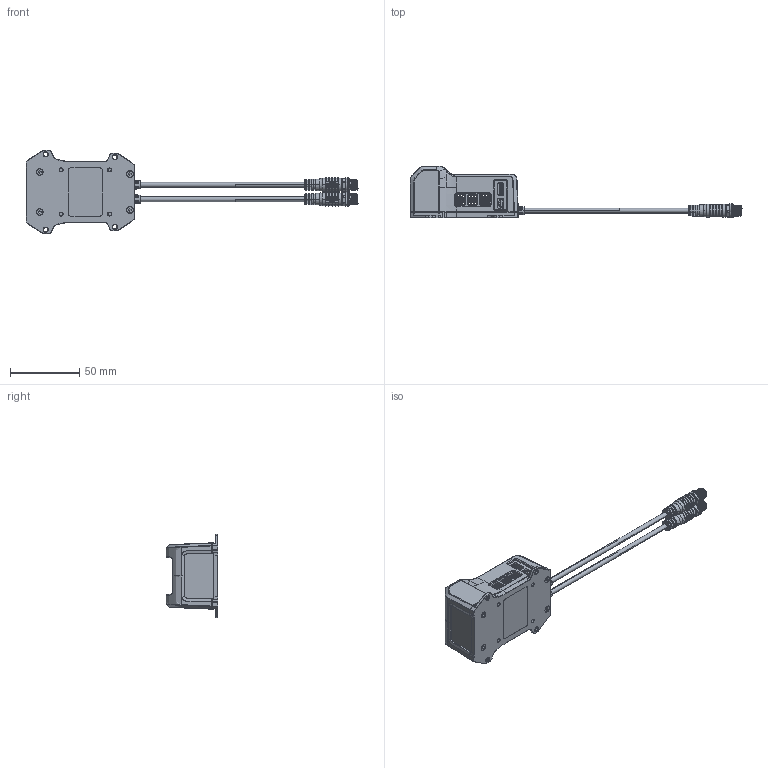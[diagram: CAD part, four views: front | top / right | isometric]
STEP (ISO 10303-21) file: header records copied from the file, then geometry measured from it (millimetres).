
FILE_DESCRIPTION((''),'2;1');
FILE_NAME('1111','2025-04-17T17:03:48',('alexander.guo'),(''),'CREO PARAMETRIC BY PTC INC, 2019164','CREO PARAMETRIC BY PTC INC, 2019164','');
FILE_SCHEMA(('CONFIG_CONTROL_DESIGN','SHAPE_APPEARANCE_LAYERS_GROUPS'));
Products named in the file (1): 1111
Bounding box: 240.47 x 37.55 x 60.42 mm (x, y, z)
Surface area: 28147.7 mm2 (no closed solid volume)
Topology: 0 solids, 191 shells, 2583 faces, 15115 edges, 12649 vertices
Faces by surface type: plane 948, cylinder 902, bspline 429, cone 131, extrusion 80, torus 75, sphere 16, revolution 2
Entity records: 269526 total; most frequent: CARTESIAN_POINT 117703, ORIENTED_EDGE 19607, DIRECTION 16018, EDGE_CURVE 15089, VERTEX_POINT 12649, PRESENTATION_STYLE_ASSIGNMENT 12614, STYLED_ITEM 11206, CURVE_STYLE 9974
